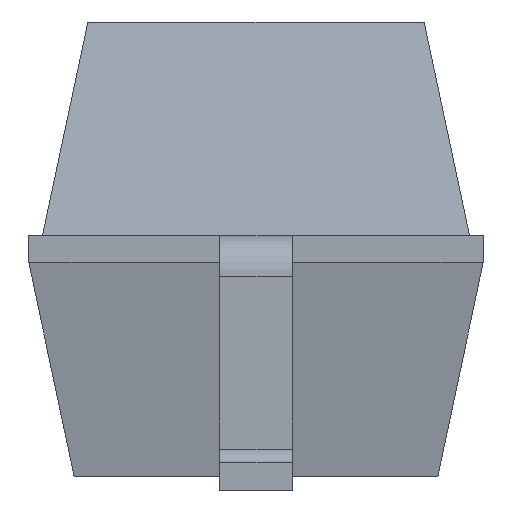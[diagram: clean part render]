
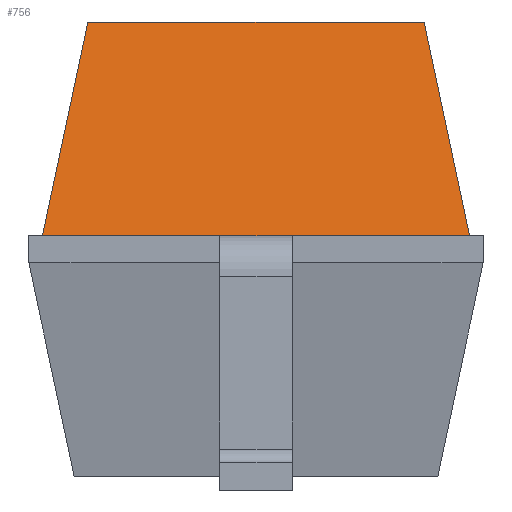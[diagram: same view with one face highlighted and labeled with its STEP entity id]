
A CAD part, left-side view. The second image highlights one B-rep face of the part: STEP entity #756.
In plain terms, the highlighted free-form (B-spline) face has degree [1, 1] with [2, 2] control points.
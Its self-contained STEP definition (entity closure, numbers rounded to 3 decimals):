
#41=VECTOR('',#42,1.);
#42=DIRECTION('',(0.,-1.,0.));
#442=VERTEX_POINT('',#443);
#443=CARTESIAN_POINT('',(-2.625,1.175,1.425));
#457=VERTEX_POINT('',#458);
#458=CARTESIAN_POINT('',(-2.625,0.2,1.425));
#462=EDGE_CURVE('',#442,#457,#463,.T.);
#463=LINE('',#443,#41);
#465=CARTESIAN_POINT('',(-2.625,-1.175,1.425));
#597=VERTEX_POINT('',#598);
#598=CARTESIAN_POINT('',(-2.625,-0.2,1.425));
#602=VERTEX_POINT('',#465);
#605=EDGE_CURVE('',#597,#602,#463,.T.);
#747=EDGE_CURVE('',#442,#748,#750,.T.);
#748=VERTEX_POINT('',#749);
#749=CARTESIAN_POINT('',(-2.375,0.925,2.6));
#750=B_SPLINE_CURVE_WITH_KNOTS('',1,(#443,#749),.UNSPECIFIED.,.F.,.F.,(2,2),(0.,1.),.PIECEWISE_BEZIER_KNOTS.);
#756=ADVANCED_FACE('',(#757),#772,.T.);
#757=FACE_BOUND('',#758,.T.);
#758=EDGE_LOOP('',(#759,#760,#762,#763,#768,#771));
#759=ORIENTED_EDGE('',*,*,#462,.T.);
#760=ORIENTED_EDGE('',*,*,#761,.T.);
#761=EDGE_CURVE('',#457,#597,#463,.T.);
#762=ORIENTED_EDGE('',*,*,#605,.T.);
#763=ORIENTED_EDGE('',*,*,#764,.T.);
#764=EDGE_CURVE('',#602,#765,#767,.T.);
#765=VERTEX_POINT('',#766);
#766=CARTESIAN_POINT('',(-2.375,-0.925,2.6));
#767=B_SPLINE_CURVE_WITH_KNOTS('',1,(#465,#766),.UNSPECIFIED.,.F.,.F.,(2,2),(0.,1.),.PIECEWISE_BEZIER_KNOTS.);
#768=ORIENTED_EDGE('',*,*,#769,.F.);
#769=EDGE_CURVE('',#748,#765,#770,.T.);
#770=LINE('',#749,#41);
#771=ORIENTED_EDGE('',*,*,#747,.F.);
#772=B_SPLINE_SURFACE_WITH_KNOTS('',1,1,((#443,#749),(#465,#766)),.UNSPECIFIED.,.F.,.F.,.F.,(2,2),(2,2),(0.,2.35),(0.,1.),.PIECEWISE_BEZIER_KNOTS.);
